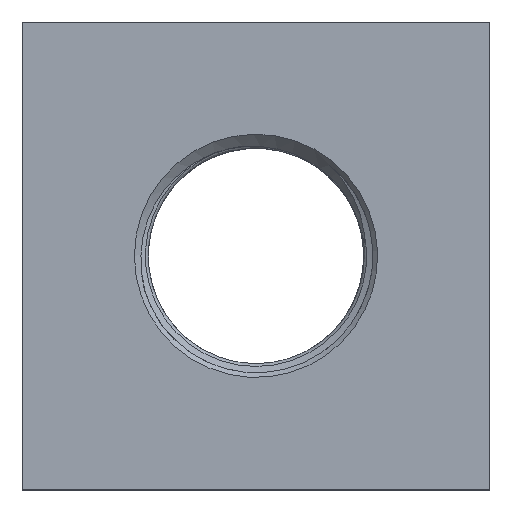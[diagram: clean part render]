
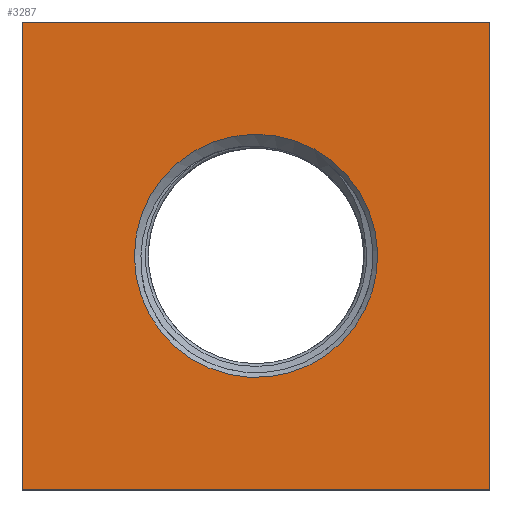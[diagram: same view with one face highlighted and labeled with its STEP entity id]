
A CAD part, top view. The second image highlights one B-rep face of the part: STEP entity #3287.
In plain terms, the highlighted planar face has unit normal (0, 0, 1).
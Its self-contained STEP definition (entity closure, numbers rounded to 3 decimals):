
#175=PLANE('',#3490);
#515=LINE('',#8036,#891);
#518=LINE('',#8042,#894);
#521=LINE('',#8048,#897);
#524=LINE('',#8053,#900);
#891=VECTOR('',#4166,1000.);
#894=VECTOR('',#4171,1000.);
#897=VECTOR('',#4176,1000.);
#900=VECTOR('',#4181,1000.);
#966=CIRCLE('',#3304,2.6);
#1780=ORIENTED_EDGE('',*,*,#2320,.T.);
#1781=ORIENTED_EDGE('',*,*,#2317,.T.);
#1782=ORIENTED_EDGE('',*,*,#2314,.T.);
#1783=ORIENTED_EDGE('',*,*,#2311,.T.);
#1784=ORIENTED_EDGE('',*,*,#1900,.T.);
#1900=EDGE_CURVE('',#2358,#2358,#966,.T.);
#2311=EDGE_CURVE('',#2630,#2629,#515,.T.);
#2314=EDGE_CURVE('',#2632,#2630,#518,.T.);
#2317=EDGE_CURVE('',#2634,#2632,#521,.T.);
#2320=EDGE_CURVE('',#2629,#2634,#524,.T.);
#2358=VERTEX_POINT('',#4287);
#2629=VERTEX_POINT('',#8035);
#2630=VERTEX_POINT('',#8037);
#2632=VERTEX_POINT('',#8043);
#2634=VERTEX_POINT('',#8049);
#2878=EDGE_LOOP('',(#1780,#1781,#1782,#1783));
#2879=EDGE_LOOP('',(#1784));
#3081=FACE_BOUND('',#2878,.T.);
#3082=FACE_BOUND('',#2879,.T.);
#3287=ADVANCED_FACE('',(#3081,#3082),#175,.T.);
#3304=AXIS2_PLACEMENT_3D('',#4286,#3498,#3499);
#3490=AXIS2_PLACEMENT_3D('',#8115,#4246,#4247);
#3498=DIRECTION('',(0.,0.,-1.));
#3499=DIRECTION('',(-1.,0.,0.));
#4166=DIRECTION('',(-1.,0.,0.));
#4171=DIRECTION('',(0.,1.,0.));
#4176=DIRECTION('',(1.,0.,0.));
#4181=DIRECTION('',(0.,-1.,0.));
#4246=DIRECTION('',(0.,0.,1.));
#4247=DIRECTION('',(1.,0.,0.));
#4286=CARTESIAN_POINT('',(0.,0.,3.5));
#4287=CARTESIAN_POINT('',(-2.6,0.,3.5));
#8035=CARTESIAN_POINT('',(-5.,5.,3.5));
#8036=CARTESIAN_POINT('',(5.,5.,3.5));
#8037=CARTESIAN_POINT('',(5.,5.,3.5));
#8042=CARTESIAN_POINT('',(5.,-5.,3.5));
#8043=CARTESIAN_POINT('',(5.,-5.,3.5));
#8048=CARTESIAN_POINT('',(-5.,-5.,3.5));
#8049=CARTESIAN_POINT('',(-5.,-5.,3.5));
#8053=CARTESIAN_POINT('',(-5.,5.,3.5));
#8115=CARTESIAN_POINT('',(0.,0.,3.5));
